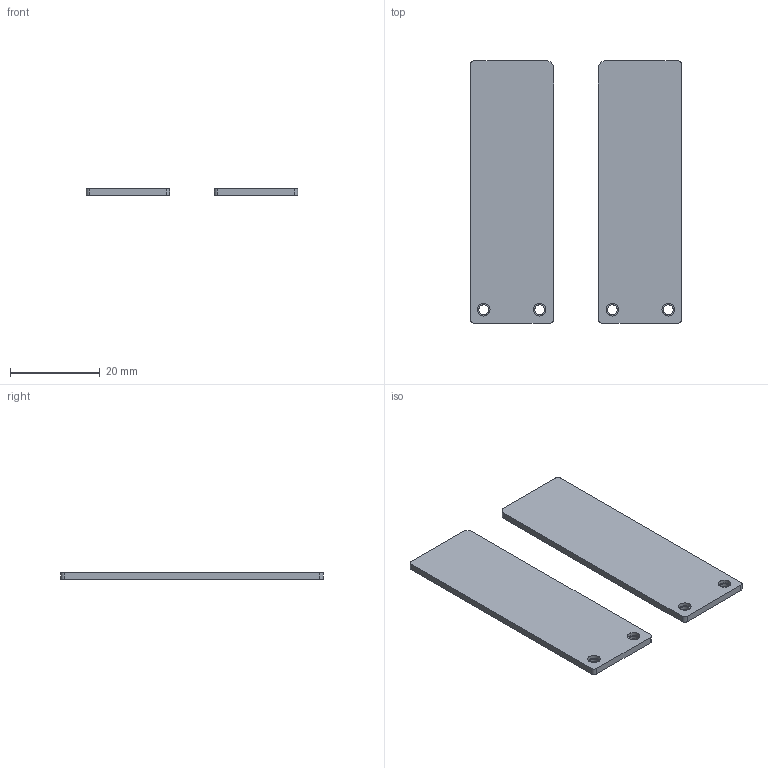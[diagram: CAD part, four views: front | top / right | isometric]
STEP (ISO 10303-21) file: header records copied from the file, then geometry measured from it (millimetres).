
FILE_DESCRIPTION(/* description */ (''),/* implementation_level */ '2;1');
FILE_NAME(/* name */ 'mriya-cnc-display-cover-v1.00 v4.step',/* time_stamp */ '2025-03-17T05:52:54+03:00',/* author */ (''),/* organization */ (''),/* preprocessor_version */ 'ST-DEVELOPER v20',/* originating_system */ 'Autodesk Translation Framework v13.14.0.145',/* authorisation */ '');
FILE_SCHEMA (('AUTOMOTIVE_DESIGN { 1 0 10303 214 3 1 1 }'));
Length unit declared in the file: millimetre
Products named in the file (1): mriya-cnc-display-cover-v1.00
Bounding box: 47.2 x 58.6 x 1.5 mm (x, y, z)
Volume: 3236.6 mm3; surface area: 4831.1 mm2
Topology: 2 solids, 2 shells, 32 faces, 72 edges, 48 vertices
Faces by surface type: cylinder 16, plane 16
Full cylindrical faces by diameter (mm): 2.2 x4, 2.8 x4
Entity records: 956 total; most frequent: DIRECTION 170, CARTESIAN_POINT 153, ORIENTED_EDGE 144, EDGE_CURVE 72, AXIS2_PLACEMENT_3D 65, VERTEX_POINT 48, EDGE_LOOP 44, LINE 40
